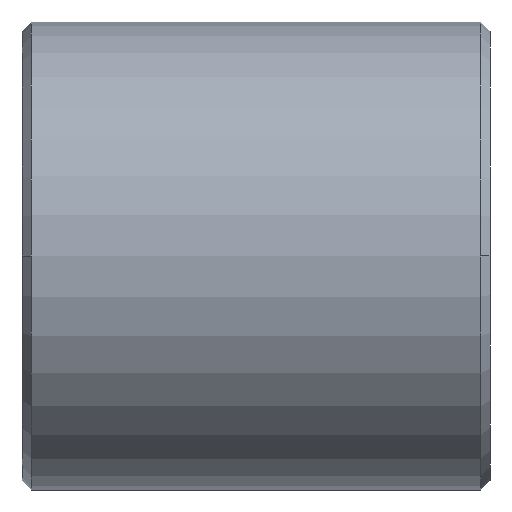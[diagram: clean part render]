
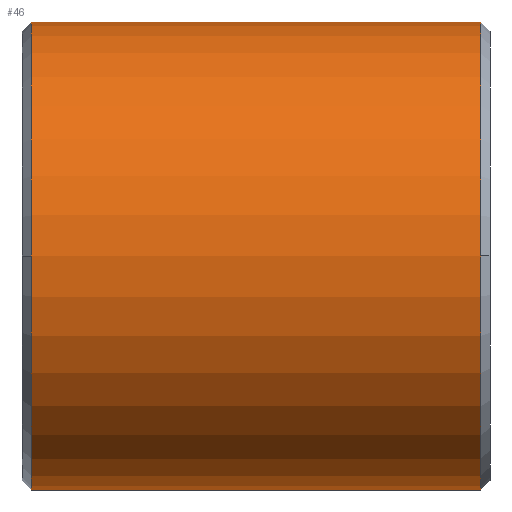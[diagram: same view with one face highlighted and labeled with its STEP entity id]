
A CAD part, front view. The second image highlights one B-rep face of the part: STEP entity #46.
In plain terms, the highlighted cylindrical face has radius 12.5 mm (diameter 25 mm), a partial arc.
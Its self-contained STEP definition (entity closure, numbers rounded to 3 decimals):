
#46=ADVANCED_FACE('',(#95),#96,.T.);
#95=FACE_OUTER_BOUND('',#146,.T.);
#96=CYLINDRICAL_SURFACE('',#147,12.5);
#146=EDGE_LOOP('',(#213,#214,#215,#216,#217,#218));
#147=AXIS2_PLACEMENT_3D('',#219,#220,#221);
#213=ORIENTED_EDGE('',*,*,#318,.T.);
#214=ORIENTED_EDGE('',*,*,#315,.T.);
#215=ORIENTED_EDGE('',*,*,#306,.T.);
#216=ORIENTED_EDGE('',*,*,#319,.T.);
#217=ORIENTED_EDGE('',*,*,#320,.T.);
#218=ORIENTED_EDGE('',*,*,#321,.T.);
#219=CARTESIAN_POINT('',(12.5,0.0,0.0));
#220=DIRECTION('',(1.0,0.0,0.0));
#221=DIRECTION('',(0.0,0.0,-1.0));
#306=EDGE_CURVE('',#359,#357,#360,.T.);
#315=EDGE_CURVE('',#372,#359,#373,.T.);
#318=EDGE_CURVE('',#376,#372,#377,.T.);
#319=EDGE_CURVE('',#357,#378,#379,.T.);
#320=EDGE_CURVE('',#378,#380,#381,.T.);
#321=EDGE_CURVE('',#380,#376,#382,.T.);
#357=VERTEX_POINT('',#426);
#359=VERTEX_POINT('',#428);
#360=CIRCLE('',#429,12.5);
#372=VERTEX_POINT('',#444);
#373=CIRCLE('',#445,12.5);
#376=VERTEX_POINT('',#448);
#377=LINE('',#449,#450);
#378=VERTEX_POINT('',#451);
#379=LINE('',#452,#453);
#380=VERTEX_POINT('',#454);
#381=CIRCLE('',#455,12.5);
#382=CIRCLE('',#456,12.5);
#426=CARTESIAN_POINT('',(24.5,0.,12.5));
#428=CARTESIAN_POINT('',(24.5,-12.5,0.));
#429=AXIS2_PLACEMENT_3D('',#500,#501,#502);
#444=CARTESIAN_POINT('',(24.5,0.,-12.5));
#445=AXIS2_PLACEMENT_3D('',#515,#516,#517);
#448=CARTESIAN_POINT('',(0.5,0.,-12.5));
#449=CARTESIAN_POINT('',(12.5,0.,-12.5));
#450=VECTOR('',#521,1.0);
#451=CARTESIAN_POINT('',(0.5,0.,12.5));
#452=CARTESIAN_POINT('',(12.5,0.,12.5));
#453=VECTOR('',#522,1.0);
#454=CARTESIAN_POINT('',(0.5,-12.5,0.));
#455=AXIS2_PLACEMENT_3D('',#523,#524,#525);
#456=AXIS2_PLACEMENT_3D('',#526,#527,#528);
#500=CARTESIAN_POINT('',(24.5,0.0,0.0));
#501=DIRECTION('',(-1.0,0.0,0.));
#502=DIRECTION('',(0.,0.0,-1.0));
#515=CARTESIAN_POINT('',(24.5,0.0,0.0));
#516=DIRECTION('',(-1.0,0.0,0.));
#517=DIRECTION('',(0.,0.0,-1.0));
#521=DIRECTION('',(1.0,0.0,0.0));
#522=DIRECTION('',(-1.0,-0.0,-0.0));
#523=CARTESIAN_POINT('',(0.5,0.0,0.0));
#524=DIRECTION('',(1.0,0.0,0.));
#525=DIRECTION('',(0.,0.0,-1.0));
#526=CARTESIAN_POINT('',(0.5,0.0,0.0));
#527=DIRECTION('',(1.0,0.0,0.));
#528=DIRECTION('',(0.,0.0,-1.0));
